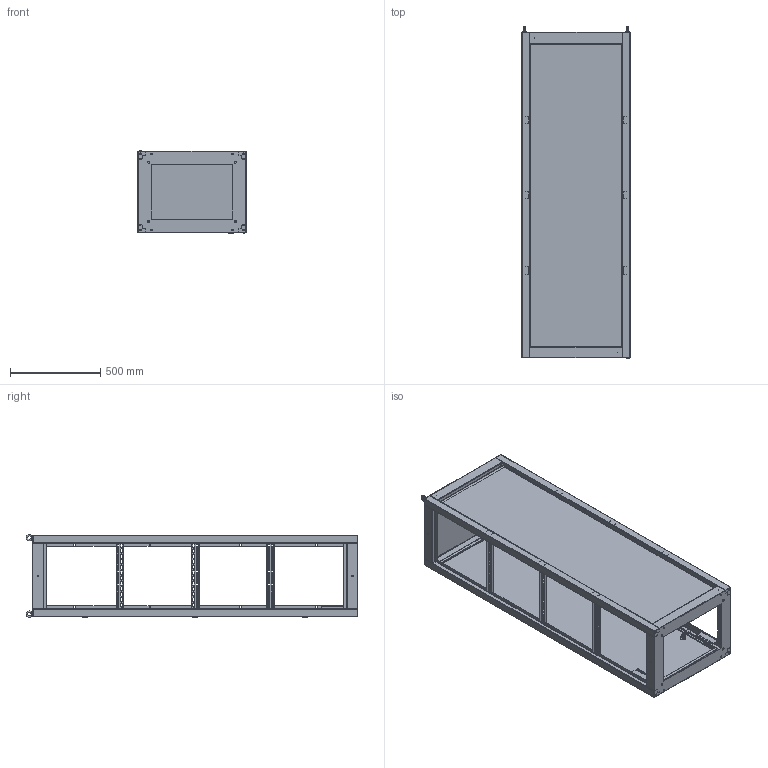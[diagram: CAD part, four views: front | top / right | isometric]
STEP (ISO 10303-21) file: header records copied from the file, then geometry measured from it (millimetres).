
FILE_DESCRIPTION (( 'STEP AP203' ), '1' );
FILE_NAME ('ÌÈ-2136 Êàðêàñ ÂÐÓ-1 Unit S ñâàðíîé (1800õ600õ450) IP31 EKF PROxima.STEP', '2021-09-23T11:37:38', ( '' ), ( '' ), 'SwSTEP 2.0', 'SolidWorks 2021', '' );
FILE_SCHEMA (( 'CONFIG_CONTROL_DESIGN' ));
Length unit declared in the file: millimetre
Products named in the file (24): ÌÈ-2136.01.00.002 Ðåéêà; Çàìîê áîëüøîé; ÌÈ-2136.00.00.001 Ñòåíêà çàäíÿÿ; Çàêëåïêà ãàå÷íàÿ Ì6 UNI 9203; ÌÈ-2136.01.02.000 Äíî â ñáîðå; Çåðêàëüíî îòðàçèòüÑòîéêà óãëîâàÿ 1800_1800; ÌÈ-2136.01.01.000 Êðûøà â ñáîðå; hex nut gradec_din_Hexagon Nut ISO 4034 - M8 - N; eyebolt580_din_Eyebolt DIN 358-M8-N; curved spring lock washer_din_Spring washer DIN 128 - A8; ﾌﾈ-2136.01.01.001 ﾊ; plain washer grade a_din_Washer DIN 125 - A 8.4; ÌÈ-2136.02.00.000 Äâåðü â ñáîðå; Çàêë¸ïêà Ì4; 倘-2136.02.00.001 拟屦黖1800*600; ﾌﾈ-2136.01.00.003 ﾊ煇鳫; ÌÈ-2136.01.00.001 Ñòîéêà óãëîâàÿ_1800; Øïèëüêà ïðèâàðíàÿ Ì6õ16 DIN 13918; ÌÈ-2136 Êàðêàñ ÂÐÓ-1 Unit S ñâàðíîé (1800õ600õ450) IP31 EKF PROxima; ﾌﾈ-2136.01.02.001 ﾄ濵; pan head cross recess screw_din_DIN EN ISO 7045 - M6 x 20 - Z - 20N; Øïèëüêà Ì6õ12; pan head cross recess screw_din_DIN EN ISO 7045 - M4 x 16 - Z - 16N; ��-2136.01.00.000 ������ � �����_���-1 600�450
Assembly tree (54 placements, depth 4):
  ÌÈ-2136 Êàðêàñ ÂÐÓ-1 Unit S ñâàðíîé (1800õ600õ450) IP31 EKF PROxima
    ��-2136.01.00.000 ������ � �����_���-1 600�450
      ÌÈ-2136.01.00.001 Ñòîéêà óãëîâàÿ_1800  x2
      ÌÈ-2136.01.01.000 Êðûøà â ñáîðå
        ﾌﾈ-2136.01.01.001 ﾊ
        Øïèëüêà Ì6õ12
      ÌÈ-2136.01.02.000 Äíî â ñáîðå
        ﾌﾈ-2136.01.02.001 ﾄ濵
        Øïèëüêà Ì6õ12
      Çåðêàëüíî îòðàçèòüÑòîéêà óãëîâàÿ 1800_1800  x2
      ÌÈ-2136.01.00.002 Ðåéêà  x6
      ﾌﾈ-2136.01.00.003 ﾊ煇鳫  x2
      Çàêë¸ïêà Ì4  x8
    ÌÈ-2136.00.00.001 Ñòåíêà çàäíÿÿ
    ÌÈ-2136.02.00.000 Äâåðü â ñáîðå
      倘-2136.02.00.001 拟屦黖1800*600
      Çàìîê áîëüøîé  x3
      Øïèëüêà ïðèâàðíàÿ Ì6õ16 DIN 13918
      Çàêëåïêà ãàå÷íàÿ Ì6 UNI 9203  x2
    pan head cross recess screw_din_DIN EN ISO 7045 - M6 x 20 - Z - 20N  x2
    eyebolt580_din_Eyebolt DIN 358-M8-N  x2
    curved spring lock washer_din_Spring washer DIN 128 - A8  x2
    plain washer grade a_din_Washer DIN 125 - A 8.4  x2
    hex nut gradec_din_Hexagon Nut ISO 4034 - M8 - N  x2
    pan head cross recess screw_din_DIN EN ISO 7045 - M4 x 16 - Z - 16N  x8
Bounding box: 600 x 1838 x 459.95 mm (x, y, z)
Volume: 3977276.2 mm3; surface area: 7904372.4 mm2
Topology: 50 solids, 65 shells, 3044 faces, 7603 edges, 4747 vertices
Faces by surface type: plane 1599, cylinder 1148, cone 170, torus 60, bspline 47, sphere 20
Entity records: 42984 total; most frequent: CARTESIAN_POINT 10210, DIRECTION 6301, ORIENTED_EDGE 5898, EDGE_CURVE 2949, AXIS2_PLACEMENT_3D 2230, LINE 1841, VECTOR 1841, VERTEX_POINT 1791
